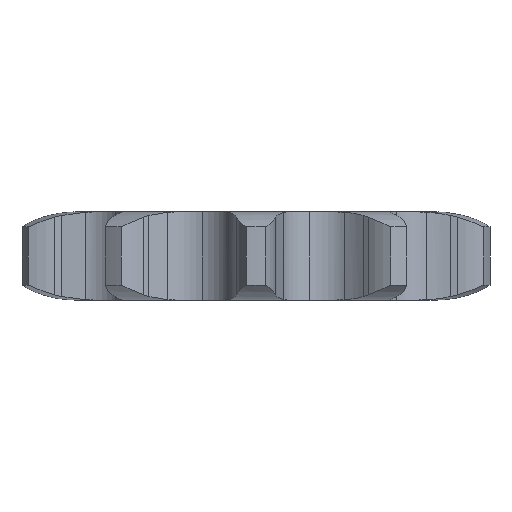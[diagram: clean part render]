
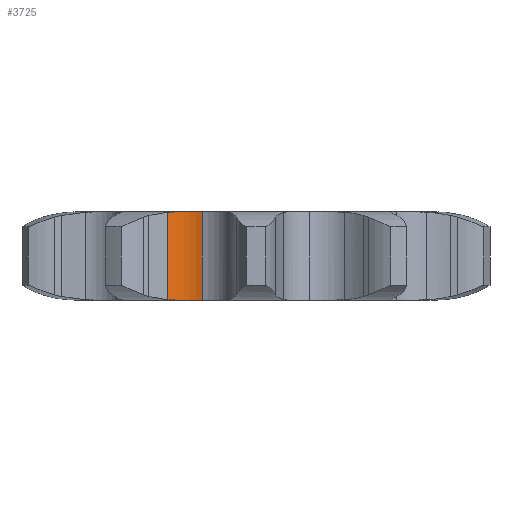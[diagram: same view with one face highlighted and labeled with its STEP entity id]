
A CAD part, left-side view. The second image highlights one B-rep face of the part: STEP entity #3725.
In plain terms, the highlighted cylindrical face has radius 14.078 mm (diameter 28.156 mm), a partial arc.
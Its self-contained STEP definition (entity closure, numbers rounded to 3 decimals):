
#460 = PLANE('',#461);
#461 = AXIS2_PLACEMENT_3D('',#462,#463,#464);
#462 = CARTESIAN_POINT('',(0.001,0.,29.4));
#463 = DIRECTION('',(0.,0.,1.));
#464 = DIRECTION('',(1.,0.,0.));
#628 = PLANE('',#629);
#629 = AXIS2_PLACEMENT_3D('',#630,#631,#632);
#630 = CARTESIAN_POINT('',(0.001,0.,0.));
#631 = DIRECTION('',(0.,0.,1.));
#632 = DIRECTION('',(1.,0.,0.));
#1024 = VERTEX_POINT('',#1025);
#1025 = CARTESIAN_POINT('',(-54.876,26.128,29.4));
#1040 = TOROIDAL_SURFACE('',#1041,60.778,44.);
#1041 = AXIS2_PLACEMENT_3D('',#1042,#1043,#1044);
#1042 = CARTESIAN_POINT('',(0.,0.,-14.6
    ));
#1043 = DIRECTION('',(0.,0.,1.));
#1044 = DIRECTION('',(1.,0.,0.));
#1052 = EDGE_CURVE('',#1053,#1024,#1055,.T.);
#1053 = VERTEX_POINT('',#1054);
#1054 = CARTESIAN_POINT('',(-55.013,17.875,29.4));
#1055 = SURFACE_CURVE('',#1056,(#1061,#1068),.PCURVE_S1.);
#1056 = CIRCLE('',#1057,14.078);
#1057 = AXIS2_PLACEMENT_3D('',#1058,#1059,#1060);
#1058 = CARTESIAN_POINT('',(-68.402,22.225,29.4));
#1059 = DIRECTION('',(-0.,0.,1.));
#1060 = DIRECTION('',(0.951,-0.309,0.));
#1061 = PCURVE('',#460,#1062);
#1062 = DEFINITIONAL_REPRESENTATION('',(#1063),#1067);
#1063 = CIRCLE('',#1064,14.078);
#1064 = AXIS2_PLACEMENT_2D('',#1065,#1066);
#1065 = CARTESIAN_POINT('',(-68.403,22.225));
#1066 = DIRECTION('',(0.951,-0.309));
#1067 = ( GEOMETRIC_REPRESENTATION_CONTEXT(2) 
PARAMETRIC_REPRESENTATION_CONTEXT() REPRESENTATION_CONTEXT('2D SPACE',''
  ) );
#1068 = PCURVE('',#1069,#1074);
#1069 = CYLINDRICAL_SURFACE('',#1070,14.078);
#1070 = AXIS2_PLACEMENT_3D('',#1071,#1072,#1073);
#1071 = CARTESIAN_POINT('',(-68.402,22.225,0.));
#1072 = DIRECTION('',(0.,0.,-1.));
#1073 = DIRECTION('',(0.951,-0.309,0.));
#1074 = DEFINITIONAL_REPRESENTATION('',(#1075),#1079);
#1075 = LINE('',#1076,#1077);
#1076 = CARTESIAN_POINT('',(-0.,-29.4));
#1077 = VECTOR('',#1078,1.);
#1078 = DIRECTION('',(-1.,0.));
#1079 = ( GEOMETRIC_REPRESENTATION_CONTEXT(2) 
PARAMETRIC_REPRESENTATION_CONTEXT() REPRESENTATION_CONTEXT('2D SPACE',''
  ) );
#1098 = CYLINDRICAL_SURFACE('',#1099,14.078);
#1099 = AXIS2_PLACEMENT_3D('',#1100,#1101,#1102);
#1100 = CARTESIAN_POINT('',(-68.402,22.225,0.));
#1101 = DIRECTION('',(0.,0.,-1.));
#1102 = DIRECTION('',(0.391,-0.921,0.));
#1994 = VERTEX_POINT('',#1995);
#1995 = CARTESIAN_POINT('',(-54.876,26.128,
    0.));
#2010 = TOROIDAL_SURFACE('',#2011,60.778,44.);
#2011 = AXIS2_PLACEMENT_3D('',#2012,#2013,#2014);
#2012 = CARTESIAN_POINT('',(0.,0.,44.)
  );
#2013 = DIRECTION('',(0.,0.,1.));
#2014 = DIRECTION('',(1.,0.,0.));
#2022 = EDGE_CURVE('',#2023,#1994,#2025,.T.);
#2023 = VERTEX_POINT('',#2024);
#2024 = CARTESIAN_POINT('',(-55.013,17.875,0.));
#2025 = SURFACE_CURVE('',#2026,(#2031,#2038),.PCURVE_S1.);
#2026 = CIRCLE('',#2027,14.078);
#2027 = AXIS2_PLACEMENT_3D('',#2028,#2029,#2030);
#2028 = CARTESIAN_POINT('',(-68.402,22.225,0.));
#2029 = DIRECTION('',(-0.,0.,1.));
#2030 = DIRECTION('',(0.951,-0.309,0.));
#2031 = PCURVE('',#628,#2032);
#2032 = DEFINITIONAL_REPRESENTATION('',(#2033),#2037);
#2033 = CIRCLE('',#2034,14.078);
#2034 = AXIS2_PLACEMENT_2D('',#2035,#2036);
#2035 = CARTESIAN_POINT('',(-68.403,22.225));
#2036 = DIRECTION('',(0.951,-0.309));
#2037 = ( GEOMETRIC_REPRESENTATION_CONTEXT(2) 
PARAMETRIC_REPRESENTATION_CONTEXT() REPRESENTATION_CONTEXT('2D SPACE',''
  ) );
#2038 = PCURVE('',#1069,#2039);
#2039 = DEFINITIONAL_REPRESENTATION('',(#2040),#2044);
#2040 = LINE('',#2041,#2042);
#2041 = CARTESIAN_POINT('',(-0.,0.));
#2042 = VECTOR('',#2043,1.);
#2043 = DIRECTION('',(-1.,0.));
#2044 = ( GEOMETRIC_REPRESENTATION_CONTEXT(2) 
PARAMETRIC_REPRESENTATION_CONTEXT() REPRESENTATION_CONTEXT('2D SPACE',''
  ) );
#3431 = VERTEX_POINT('',#3432);
#3432 = CARTESIAN_POINT('',(-56.334,29.476,
    29.311));
#3454 = PLANE('',#3455);
#3455 = AXIS2_PLACEMENT_3D('',#3456,#3457,#3458);
#3456 = CARTESIAN_POINT('',(-56.334,29.476,0.));
#3457 = DIRECTION('',(-0.797,-0.605,0.));
#3458 = DIRECTION('',(-0.605,0.797,0.));
#3470 = EDGE_CURVE('',#3431,#1024,#3471,.T.);
#3471 = SURFACE_CURVE('',#3472,(#3480,#3491),.PCURVE_S1.);
#3472 = B_SPLINE_CURVE_WITH_KNOTS('',6,(#3473,#3474,#3475,#3476,#3477,
    #3478,#3479),.UNSPECIFIED.,.F.,.F.,(7,7),(0.,1.),
  .PIECEWISE_BEZIER_KNOTS.);
#3473 = CARTESIAN_POINT('',(-56.334,29.476,
    29.311));
#3474 = CARTESIAN_POINT('',(-56.021,28.954,
    29.344));
#3475 = CARTESIAN_POINT('',(-55.734,28.415,
    29.369));
#3476 = CARTESIAN_POINT('',(-55.475,27.86,
    29.385));
#3477 = CARTESIAN_POINT('',(-55.245,27.293,
    29.396));
#3478 = CARTESIAN_POINT('',(-55.045,26.715,29.4));
#3479 = CARTESIAN_POINT('',(-54.876,26.128,29.4));
#3480 = PCURVE('',#1040,#3481);
#3481 = DEFINITIONAL_REPRESENTATION('',(#3482),#3490);
#3482 = B_SPLINE_CURVE_WITH_KNOTS('',6,(#3483,#3484,#3485,#3486,#3487,
    #3488,#3489),.UNSPECIFIED.,.F.,.F.,(7,7),(0.,1.),
  .PIECEWISE_BEZIER_KNOTS.);
#3483 = CARTESIAN_POINT('',(2.66,1.507));
#3484 = CARTESIAN_POINT('',(2.665,1.519));
#3485 = CARTESIAN_POINT('',(2.67,1.53));
#3486 = CARTESIAN_POINT('',(2.676,1.541));
#3487 = CARTESIAN_POINT('',(2.683,1.552));
#3488 = CARTESIAN_POINT('',(2.69,1.562));
#3489 = CARTESIAN_POINT('',(2.697,1.571));
#3490 = ( GEOMETRIC_REPRESENTATION_CONTEXT(2) 
PARAMETRIC_REPRESENTATION_CONTEXT() REPRESENTATION_CONTEXT('2D SPACE',''
  ) );
#3491 = PCURVE('',#1069,#3492);
#3492 = DEFINITIONAL_REPRESENTATION('',(#3493),#3501);
#3493 = B_SPLINE_CURVE_WITH_KNOTS('',6,(#3494,#3495,#3496,#3497,#3498,
    #3499,#3500),.UNSPECIFIED.,.F.,.F.,(7,7),(0.,1.),
  .PIECEWISE_BEZIER_KNOTS.);
#3494 = CARTESIAN_POINT('',(-0.855,-29.311));
#3495 = CARTESIAN_POINT('',(-0.812,-29.344));
#3496 = CARTESIAN_POINT('',(-0.769,-29.369));
#3497 = CARTESIAN_POINT('',(-0.725,-29.385));
#3498 = CARTESIAN_POINT('',(-0.682,-29.396));
#3499 = CARTESIAN_POINT('',(-0.638,-29.4));
#3500 = CARTESIAN_POINT('',(-0.595,-29.4));
#3501 = ( GEOMETRIC_REPRESENTATION_CONTEXT(2) 
PARAMETRIC_REPRESENTATION_CONTEXT() REPRESENTATION_CONTEXT('2D SPACE',''
  ) );
#3725 = ADVANCED_FACE('',(#3726),#1069,.F.);
#3726 = FACE_BOUND('',#3727,.T.);
#3727 = EDGE_LOOP('',(#3728,#3729,#3750,#3751,#3752,#3775));
#3728 = ORIENTED_EDGE('',*,*,#2022,.F.);
#3729 = ORIENTED_EDGE('',*,*,#3730,.T.);
#3730 = EDGE_CURVE('',#2023,#1053,#3731,.T.);
#3731 = SURFACE_CURVE('',#3732,(#3736,#3743),.PCURVE_S1.);
#3732 = LINE('',#3733,#3734);
#3733 = CARTESIAN_POINT('',(-55.013,17.875,0.));
#3734 = VECTOR('',#3735,1.);
#3735 = DIRECTION('',(0.,0.,1.));
#3736 = PCURVE('',#1069,#3737);
#3737 = DEFINITIONAL_REPRESENTATION('',(#3738),#3742);
#3738 = LINE('',#3739,#3740);
#3739 = CARTESIAN_POINT('',(-0.,0.));
#3740 = VECTOR('',#3741,1.);
#3741 = DIRECTION('',(-0.,-1.));
#3742 = ( GEOMETRIC_REPRESENTATION_CONTEXT(2) 
PARAMETRIC_REPRESENTATION_CONTEXT() REPRESENTATION_CONTEXT('2D SPACE',''
  ) );
#3743 = PCURVE('',#1098,#3744);
#3744 = DEFINITIONAL_REPRESENTATION('',(#3745),#3749);
#3745 = LINE('',#3746,#3747);
#3746 = CARTESIAN_POINT('',(-0.855,0.));
#3747 = VECTOR('',#3748,1.);
#3748 = DIRECTION('',(-0.,-1.));
#3749 = ( GEOMETRIC_REPRESENTATION_CONTEXT(2) 
PARAMETRIC_REPRESENTATION_CONTEXT() REPRESENTATION_CONTEXT('2D SPACE',''
  ) );
#3750 = ORIENTED_EDGE('',*,*,#1052,.T.);
#3751 = ORIENTED_EDGE('',*,*,#3470,.F.);
#3752 = ORIENTED_EDGE('',*,*,#3753,.F.);
#3753 = EDGE_CURVE('',#3754,#3431,#3756,.T.);
#3754 = VERTEX_POINT('',#3755);
#3755 = CARTESIAN_POINT('',(-56.334,29.476,
    0.089));
#3756 = SURFACE_CURVE('',#3757,(#3761,#3768),.PCURVE_S1.);
#3757 = LINE('',#3758,#3759);
#3758 = CARTESIAN_POINT('',(-56.334,29.476,0.));
#3759 = VECTOR('',#3760,1.);
#3760 = DIRECTION('',(0.,0.,1.));
#3761 = PCURVE('',#1069,#3762);
#3762 = DEFINITIONAL_REPRESENTATION('',(#3763),#3767);
#3763 = LINE('',#3764,#3765);
#3764 = CARTESIAN_POINT('',(-0.855,0.));
#3765 = VECTOR('',#3766,1.);
#3766 = DIRECTION('',(-0.,-1.));
#3767 = ( GEOMETRIC_REPRESENTATION_CONTEXT(2) 
PARAMETRIC_REPRESENTATION_CONTEXT() REPRESENTATION_CONTEXT('2D SPACE',''
  ) );
#3768 = PCURVE('',#3454,#3769);
#3769 = DEFINITIONAL_REPRESENTATION('',(#3770),#3774);
#3770 = LINE('',#3771,#3772);
#3771 = CARTESIAN_POINT('',(0.,0.));
#3772 = VECTOR('',#3773,1.);
#3773 = DIRECTION('',(0.,-1.));
#3774 = ( GEOMETRIC_REPRESENTATION_CONTEXT(2) 
PARAMETRIC_REPRESENTATION_CONTEXT() REPRESENTATION_CONTEXT('2D SPACE',''
  ) );
#3775 = ORIENTED_EDGE('',*,*,#3776,.F.);
#3776 = EDGE_CURVE('',#1994,#3754,#3777,.T.);
#3777 = SURFACE_CURVE('',#3778,(#3786,#3797),.PCURVE_S1.);
#3778 = B_SPLINE_CURVE_WITH_KNOTS('',6,(#3779,#3780,#3781,#3782,#3783,
    #3784,#3785),.UNSPECIFIED.,.F.,.F.,(7,7),(0.,1.),
  .PIECEWISE_BEZIER_KNOTS.);
#3779 = CARTESIAN_POINT('',(-54.876,26.128,
    0.));
#3780 = CARTESIAN_POINT('',(-55.045,26.715,
    0.));
#3781 = CARTESIAN_POINT('',(-55.245,27.293,
    0.004));
#3782 = CARTESIAN_POINT('',(-55.475,27.86,
    0.015));
#3783 = CARTESIAN_POINT('',(-55.734,28.415,
    0.031));
#3784 = CARTESIAN_POINT('',(-56.021,28.954,
    0.056));
#3785 = CARTESIAN_POINT('',(-56.334,29.476,
    0.089));
#3786 = PCURVE('',#1069,#3787);
#3787 = DEFINITIONAL_REPRESENTATION('',(#3788),#3796);
#3788 = B_SPLINE_CURVE_WITH_KNOTS('',6,(#3789,#3790,#3791,#3792,#3793,
    #3794,#3795),.UNSPECIFIED.,.F.,.F.,(7,7),(0.,1.),
  .PIECEWISE_BEZIER_KNOTS.);
#3789 = CARTESIAN_POINT('',(-0.595,0.));
#3790 = CARTESIAN_POINT('',(-0.638,0.));
#3791 = CARTESIAN_POINT('',(-0.682,-0.004));
#3792 = CARTESIAN_POINT('',(-0.725,-0.015));
#3793 = CARTESIAN_POINT('',(-0.769,-0.031));
#3794 = CARTESIAN_POINT('',(-0.812,-0.056));
#3795 = CARTESIAN_POINT('',(-0.855,-0.089));
#3796 = ( GEOMETRIC_REPRESENTATION_CONTEXT(2) 
PARAMETRIC_REPRESENTATION_CONTEXT() REPRESENTATION_CONTEXT('2D SPACE',''
  ) );
#3797 = PCURVE('',#2010,#3798);
#3798 = DEFINITIONAL_REPRESENTATION('',(#3799),#3807);
#3799 = B_SPLINE_CURVE_WITH_KNOTS('',6,(#3800,#3801,#3802,#3803,#3804,
    #3805,#3806),.UNSPECIFIED.,.F.,.F.,(7,7),(0.,1.),
  .PIECEWISE_BEZIER_KNOTS.);
#3800 = CARTESIAN_POINT('',(2.697,4.712));
#3801 = CARTESIAN_POINT('',(2.69,4.722));
#3802 = CARTESIAN_POINT('',(2.683,4.731));
#3803 = CARTESIAN_POINT('',(2.676,4.742));
#3804 = CARTESIAN_POINT('',(2.67,4.753));
#3805 = CARTESIAN_POINT('',(2.665,4.764));
#3806 = CARTESIAN_POINT('',(2.66,4.776));
#3807 = ( GEOMETRIC_REPRESENTATION_CONTEXT(2) 
PARAMETRIC_REPRESENTATION_CONTEXT() REPRESENTATION_CONTEXT('2D SPACE',''
  ) );
